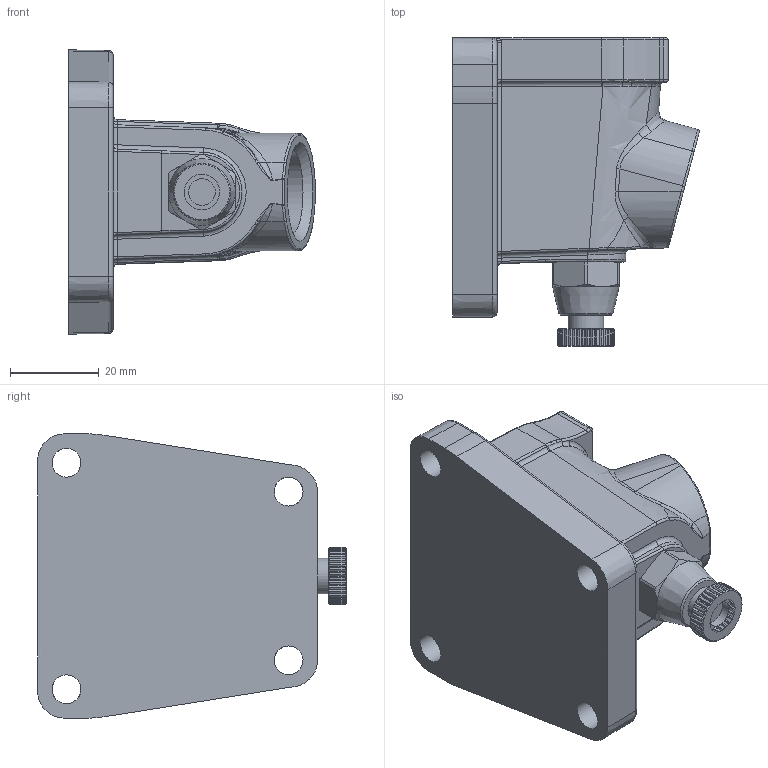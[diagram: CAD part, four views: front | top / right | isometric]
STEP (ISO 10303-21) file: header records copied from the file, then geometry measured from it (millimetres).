
FILE_DESCRIPTION(/* description */ ('STEP AP214'),/* implementation_level */ '2;1');
FILE_NAME(/* name */ 'MF 103S1.stp',/* time_stamp */ '2020-07-15T11:07:12+02:00',/* author */ (' '),/* organization */ (' '),/* preprocessor_version */ 'ST-DEVELOPER v18',/* originating_system */ 'Autodesk Inventor 2020',/* authorisation */ ' ');
FILE_SCHEMA (('AUTOMOTIVE_DESIGN { 1 0 10303 214 3 1 1 }'));
Length unit declared in the file: metre
Products named in the file (1): MF 103S1
Bounding box: 55.55 x 69.5 x 64 mm (x, y, z)
Volume: 81944.6 mm3; surface area: 18782.6 mm2
Topology: 1 solids, 1 shells, 490 faces, 1182 edges, 703 vertices
Faces by surface type: plane 186, cylinder 113, cone 89, bspline 78, torus 18, sphere 6
Full cylindrical faces by diameter (mm): 6 x1, 6.5 x4, 8 x1, 18.631 x2
Entity records: 20105 total; most frequent: CARTESIAN_POINT 8769, ORIENTED_EDGE 2356, DIRECTION 2097, EDGE_CURVE 1178, AXIS2_PLACEMENT_3D 808, VERTEX_POINT 703, EDGE_LOOP 511, STYLED_ITEM 491
